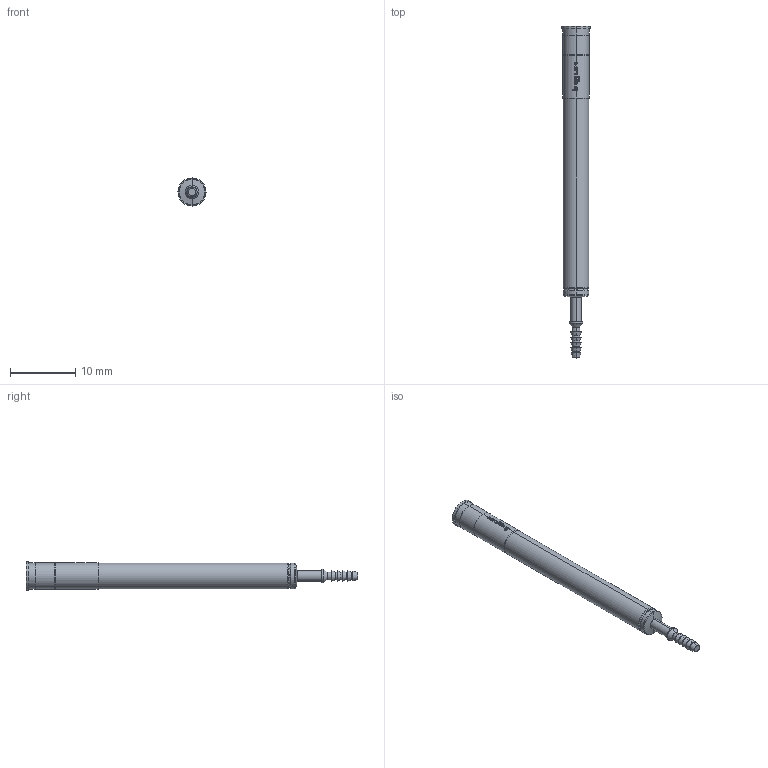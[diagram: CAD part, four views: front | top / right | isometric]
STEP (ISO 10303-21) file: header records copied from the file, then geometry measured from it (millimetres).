
FILE_DESCRIPTION (( 'STEP AP203' ), '1' );
FILE_NAME ('INGUN_KS-388_M-1.STEP', '2022-02-09T05:24:17', ( 'ochi' ), ( '' ), 'SwSTEP 2.0', 'SolidWorks 2018', '' );
FILE_SCHEMA (( 'CONFIG_CONTROL_DESIGN' ));
Length unit declared in the file: millimetre
Products named in the file (1): INGUN_KS-388_M-1
Bounding box: 4.3 x 50.7 x 4.3 mm (x, y, z)
Volume: 530.3 mm3; surface area: 597.2 mm2
Topology: 1 solids, 1 shells, 148 faces, 363 edges, 226 vertices
Faces by surface type: plane 50, cylinder 48, bspline 22, cone 20, torus 8
Entity records: 4712 total; most frequent: CARTESIAN_POINT 1258, ORIENTED_EDGE 726, DIRECTION 681, EDGE_CURVE 363, AXIS2_PLACEMENT_3D 277, VERTEX_POINT 226, EDGE_LOOP 157, CIRCLE 150
